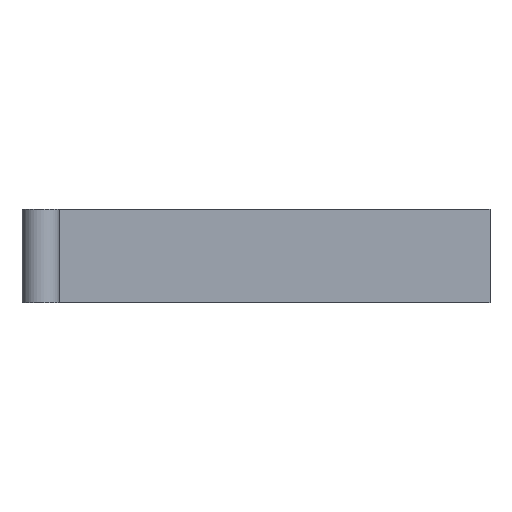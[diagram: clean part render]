
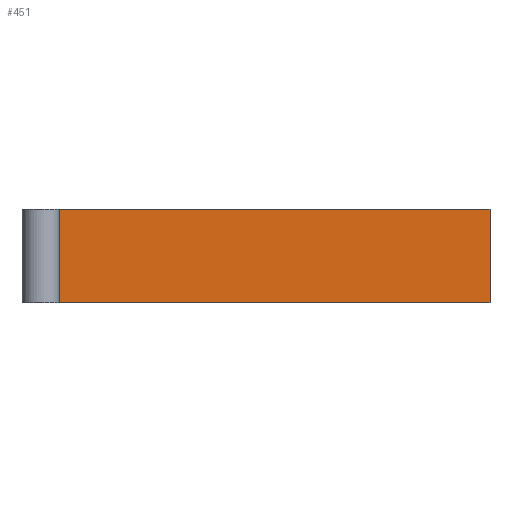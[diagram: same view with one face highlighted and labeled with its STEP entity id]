
A CAD part, left-side view. The second image highlights one B-rep face of the part: STEP entity #451.
In plain terms, the highlighted planar face has unit normal (-1, 0, 0).
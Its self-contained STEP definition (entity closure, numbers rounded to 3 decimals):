
#72 = PLANE('',#73);
#73 = AXIS2_PLACEMENT_3D('',#74,#75,#76);
#74 = CARTESIAN_POINT('',(40.,25.,10.));
#75 = DIRECTION('',(-0.,-0.,-1.));
#76 = DIRECTION('',(-1.,0.,0.));
#126 = PLANE('',#127);
#127 = AXIS2_PLACEMENT_3D('',#128,#129,#130);
#128 = CARTESIAN_POINT('',(40.,25.,0.));
#129 = DIRECTION('',(-0.,-0.,-1.));
#130 = DIRECTION('',(-1.,0.,0.));
#311 = PLANE('',#312);
#312 = AXIS2_PLACEMENT_3D('',#313,#314,#315);
#313 = CARTESIAN_POINT('',(78.,0.,0.));
#314 = DIRECTION('',(0.,-1.,0.));
#315 = DIRECTION('',(-1.,0.,0.));
#381 = VERTEX_POINT('',#382);
#382 = CARTESIAN_POINT('',(20.,0.,10.));
#403 = EDGE_CURVE('',#404,#381,#406,.T.);
#404 = VERTEX_POINT('',#405);
#405 = CARTESIAN_POINT('',(20.,0.,0.));
#406 = SURFACE_CURVE('',#407,(#411,#418),.PCURVE_S1.);
#407 = LINE('',#408,#409);
#408 = CARTESIAN_POINT('',(20.,0.,0.));
#409 = VECTOR('',#410,1.);
#410 = DIRECTION('',(0.,0.,1.));
#411 = PCURVE('',#311,#412);
#412 = DEFINITIONAL_REPRESENTATION('',(#413),#417);
#413 = LINE('',#414,#415);
#414 = CARTESIAN_POINT('',(58.,0.));
#415 = VECTOR('',#416,1.);
#416 = DIRECTION('',(0.,-1.));
#417 = ( GEOMETRIC_REPRESENTATION_CONTEXT(2) 
PARAMETRIC_REPRESENTATION_CONTEXT() REPRESENTATION_CONTEXT('2D SPACE',''
  ) );
#418 = PCURVE('',#419,#424);
#419 = PLANE('',#420);
#420 = AXIS2_PLACEMENT_3D('',#421,#422,#423);
#421 = CARTESIAN_POINT('',(20.,0.,0.));
#422 = DIRECTION('',(-1.,0.,0.));
#423 = DIRECTION('',(0.,1.,0.));
#424 = DEFINITIONAL_REPRESENTATION('',(#425),#429);
#425 = LINE('',#426,#427);
#426 = CARTESIAN_POINT('',(0.,0.));
#427 = VECTOR('',#428,1.);
#428 = DIRECTION('',(0.,-1.));
#429 = ( GEOMETRIC_REPRESENTATION_CONTEXT(2) 
PARAMETRIC_REPRESENTATION_CONTEXT() REPRESENTATION_CONTEXT('2D SPACE',''
  ) );
#451 = ADVANCED_FACE('',(#452),#419,.T.);
#452 = FACE_BOUND('',#453,.T.);
#453 = EDGE_LOOP('',(#454,#455,#478,#506));
#454 = ORIENTED_EDGE('',*,*,#403,.T.);
#455 = ORIENTED_EDGE('',*,*,#456,.T.);
#456 = EDGE_CURVE('',#381,#457,#459,.T.);
#457 = VERTEX_POINT('',#458);
#458 = CARTESIAN_POINT('',(20.,46.,10.));
#459 = SURFACE_CURVE('',#460,(#464,#471),.PCURVE_S1.);
#460 = LINE('',#461,#462);
#461 = CARTESIAN_POINT('',(20.,0.,10.));
#462 = VECTOR('',#463,1.);
#463 = DIRECTION('',(0.,1.,0.));
#464 = PCURVE('',#419,#465);
#465 = DEFINITIONAL_REPRESENTATION('',(#466),#470);
#466 = LINE('',#467,#468);
#467 = CARTESIAN_POINT('',(0.,-10.));
#468 = VECTOR('',#469,1.);
#469 = DIRECTION('',(1.,0.));
#470 = ( GEOMETRIC_REPRESENTATION_CONTEXT(2) 
PARAMETRIC_REPRESENTATION_CONTEXT() REPRESENTATION_CONTEXT('2D SPACE',''
  ) );
#471 = PCURVE('',#72,#472);
#472 = DEFINITIONAL_REPRESENTATION('',(#473),#477);
#473 = LINE('',#474,#475);
#474 = CARTESIAN_POINT('',(20.,-25.));
#475 = VECTOR('',#476,1.);
#476 = DIRECTION('',(0.,1.));
#477 = ( GEOMETRIC_REPRESENTATION_CONTEXT(2) 
PARAMETRIC_REPRESENTATION_CONTEXT() REPRESENTATION_CONTEXT('2D SPACE',''
  ) );
#478 = ORIENTED_EDGE('',*,*,#479,.F.);
#479 = EDGE_CURVE('',#480,#457,#482,.T.);
#480 = VERTEX_POINT('',#481);
#481 = CARTESIAN_POINT('',(20.,46.,0.));
#482 = SURFACE_CURVE('',#483,(#487,#494),.PCURVE_S1.);
#483 = LINE('',#484,#485);
#484 = CARTESIAN_POINT('',(20.,46.,0.));
#485 = VECTOR('',#486,1.);
#486 = DIRECTION('',(0.,0.,1.));
#487 = PCURVE('',#419,#488);
#488 = DEFINITIONAL_REPRESENTATION('',(#489),#493);
#489 = LINE('',#490,#491);
#490 = CARTESIAN_POINT('',(46.,0.));
#491 = VECTOR('',#492,1.);
#492 = DIRECTION('',(0.,-1.));
#493 = ( GEOMETRIC_REPRESENTATION_CONTEXT(2) 
PARAMETRIC_REPRESENTATION_CONTEXT() REPRESENTATION_CONTEXT('2D SPACE',''
  ) );
#494 = PCURVE('',#495,#500);
#495 = PLANE('',#496);
#496 = AXIS2_PLACEMENT_3D('',#497,#498,#499);
#497 = CARTESIAN_POINT('',(20.,46.,0.));
#498 = DIRECTION('',(0.,-1.,0.));
#499 = DIRECTION('',(-1.,0.,0.));
#500 = DEFINITIONAL_REPRESENTATION('',(#501),#505);
#501 = LINE('',#502,#503);
#502 = CARTESIAN_POINT('',(0.,-0.));
#503 = VECTOR('',#504,1.);
#504 = DIRECTION('',(0.,-1.));
#505 = ( GEOMETRIC_REPRESENTATION_CONTEXT(2) 
PARAMETRIC_REPRESENTATION_CONTEXT() REPRESENTATION_CONTEXT('2D SPACE',''
  ) );
#506 = ORIENTED_EDGE('',*,*,#507,.F.);
#507 = EDGE_CURVE('',#404,#480,#508,.T.);
#508 = SURFACE_CURVE('',#509,(#513,#520),.PCURVE_S1.);
#509 = LINE('',#510,#511);
#510 = CARTESIAN_POINT('',(20.,0.,0.));
#511 = VECTOR('',#512,1.);
#512 = DIRECTION('',(0.,1.,0.));
#513 = PCURVE('',#419,#514);
#514 = DEFINITIONAL_REPRESENTATION('',(#515),#519);
#515 = LINE('',#516,#517);
#516 = CARTESIAN_POINT('',(0.,0.));
#517 = VECTOR('',#518,1.);
#518 = DIRECTION('',(1.,0.));
#519 = ( GEOMETRIC_REPRESENTATION_CONTEXT(2) 
PARAMETRIC_REPRESENTATION_CONTEXT() REPRESENTATION_CONTEXT('2D SPACE',''
  ) );
#520 = PCURVE('',#126,#521);
#521 = DEFINITIONAL_REPRESENTATION('',(#522),#526);
#522 = LINE('',#523,#524);
#523 = CARTESIAN_POINT('',(20.,-25.));
#524 = VECTOR('',#525,1.);
#525 = DIRECTION('',(0.,1.));
#526 = ( GEOMETRIC_REPRESENTATION_CONTEXT(2) 
PARAMETRIC_REPRESENTATION_CONTEXT() REPRESENTATION_CONTEXT('2D SPACE',''
  ) );
